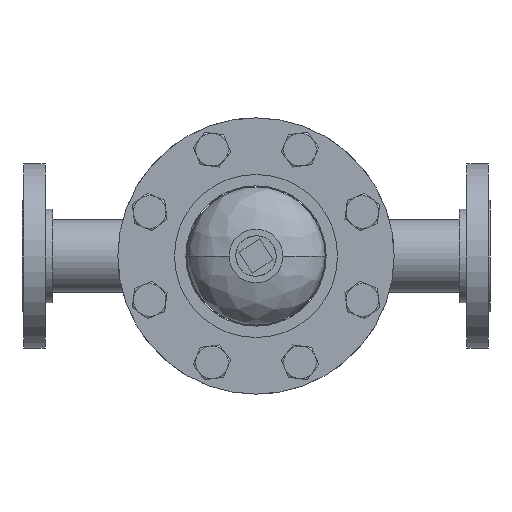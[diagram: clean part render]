
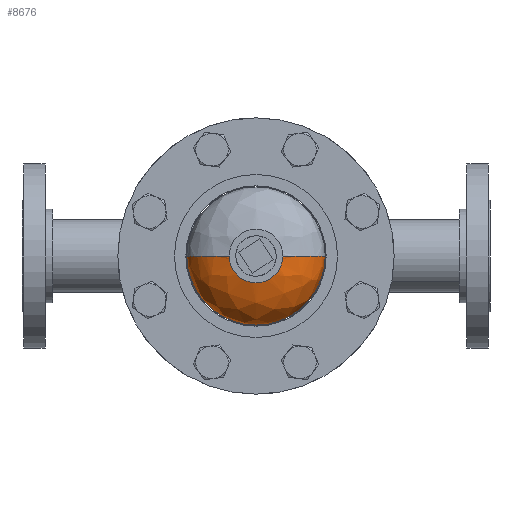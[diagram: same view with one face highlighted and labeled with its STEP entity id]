
A CAD part, front view. The second image highlights one B-rep face of the part: STEP entity #8676.
In plain terms, the highlighted free-form (B-spline) face has degree [3, 3] with [4, 4] control points.
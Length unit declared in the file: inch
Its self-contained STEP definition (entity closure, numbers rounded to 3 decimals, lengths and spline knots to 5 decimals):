
#166 = CARTESIAN_POINT ( 'NONE',  ( 0., 1.2565, 0. ) ) ;
#581 = AXIS2_PLACEMENT_3D ( 'NONE', #1532, #5537, #7546 ) ;
#992 = CARTESIAN_POINT ( 'NONE',  ( 2.25, 1.2565, 0. ) ) ;
#1078 = CIRCLE ( 'NONE', #581, 0.75 ) ;
#1118 = EDGE_CURVE ( 'NONE', #2294, #9752, #7096, .T. ) ;
#1169 = CARTESIAN_POINT ( 'NONE',  ( -2.25, 1.80184, 0. ) ) ;
#1350 = ORIENTED_EDGE ( 'NONE', *, *, #10032, .F. ) ;
#1532 = CARTESIAN_POINT ( 'NONE',  ( 0., 2.42888, 0. ) ) ;
#1691 =( BOUNDED_CURVE ( )  B_SPLINE_CURVE ( 3, ( #6799, #9180, #2960, #4651 ),
 .UNSPECIFIED., .F., .T. ) 
 B_SPLINE_CURVE_WITH_KNOTS ( ( 4, 4 ),
 ( 0., 1.23096 ),
 .UNSPECIFIED. ) 
 CURVE ( )  GEOMETRIC_REPRESENTATION_ITEM ( )  RATIONAL_B_SPLINE_CURVE ( ( 1., 0.878, 0.878, 1. ) ) 
 REPRESENTATION_ITEM ( '' )  );
#1890 = CARTESIAN_POINT ( 'NONE',  ( 1.68031, 2.2471, -3.36061 ) ) ;
#2294 = VERTEX_POINT ( 'NONE', #8113 ) ;
#2661 = CARTESIAN_POINT ( 'NONE',  ( 2.25, 1.80184, 0. ) ) ;
#2684 = AXIS2_PLACEMENT_3D ( 'NONE', #166, #9458, #7084 ) ;
#2709 = CARTESIAN_POINT ( 'NONE',  ( -2.25, 1.2565, -4.5 ) ) ;
#2960 = CARTESIAN_POINT ( 'NONE',  ( 1.68031, 2.2471, 0. ) ) ;
#3095 = DIRECTION ( 'NONE',  ( 0., 1., 0. ) ) ;
#3486 = CARTESIAN_POINT ( 'NONE',  ( -2.25, 1.2565, 0. ) ) ;
#3536 = CARTESIAN_POINT ( 'NONE',  ( -1.68031, 2.2471, 0. ) ) ;
#4053 =( BOUNDED_SURFACE ( )  B_SPLINE_SURFACE ( 3, 3, ( 
 ( #3486, #2709, #8182, #4305 ),
 ( #1169, #5739, #8896, #2661 ),
 ( #3536, #5178, #1890, #5032 ),
 ( #8274, #7420, #6656, #8836 ) ),
 .UNSPECIFIED., .F., .F., .F. ) 
 B_SPLINE_SURFACE_WITH_KNOTS ( ( 4, 4 ),
 ( 4, 4 ),
 ( 0., 1. ),
 ( 0., 1. ),
 .UNSPECIFIED. ) 
 GEOMETRIC_REPRESENTATION_ITEM ( )  RATIONAL_B_SPLINE_SURFACE ( (
 ( 1., 0.333, 0.333, 1.),
 ( 0.878, 0.293, 0.293, 0.878),
 ( 0.878, 0.293, 0.293, 0.878),
 ( 1., 0.333, 0.333, 1.) ) ) 
 REPRESENTATION_ITEM ( '' )  SURFACE ( )  );
#4124 = CARTESIAN_POINT ( 'NONE',  ( -1.68031, 2.2471, 0. ) ) ;
#4194 = FACE_OUTER_BOUND ( 'NONE', #5070, .T. ) ;
#4249 = CARTESIAN_POINT ( 'NONE',  ( 0.75, 2.42888, 0. ) ) ;
#4283 = VERTEX_POINT ( 'NONE', #5260 ) ;
#4305 = CARTESIAN_POINT ( 'NONE',  ( 2.25, 1.2565, 0. ) ) ;
#4651 = CARTESIAN_POINT ( 'NONE',  ( 0.75, 2.42888, 0. ) ) ;
#4684 = EDGE_CURVE ( 'NONE', #4283, #9435, #1078, .T. ) ;
#4703 = CARTESIAN_POINT ( 'NONE',  ( -2.25, 1.80184, 0. ) ) ;
#4855 = VERTEX_POINT ( 'NONE', #4249 ) ;
#4900 = CIRCLE ( 'NONE', #6200, 0.75 ) ;
#5032 = CARTESIAN_POINT ( 'NONE',  ( 1.68031, 2.2471, 0. ) ) ;
#5070 = EDGE_LOOP ( 'NONE', ( #5494, #5408, #10057, #1350, #9817 ) ) ;
#5178 = CARTESIAN_POINT ( 'NONE',  ( -1.68031, 2.2471, -3.36061 ) ) ;
#5260 = CARTESIAN_POINT ( 'NONE',  ( 0., 2.42888, -0.75 ) ) ;
#5408 = ORIENTED_EDGE ( 'NONE', *, *, #9711, .T. ) ;
#5494 = ORIENTED_EDGE ( 'NONE', *, *, #1118, .F. ) ;
#5537 = DIRECTION ( 'NONE',  ( 0., 1., 0. ) ) ;
#5669 = CARTESIAN_POINT ( 'NONE',  ( -0.75, 2.42888, 0. ) ) ;
#5739 = CARTESIAN_POINT ( 'NONE',  ( -2.25, 1.80184, -4.5 ) ) ;
#6200 = AXIS2_PLACEMENT_3D ( 'NONE', #9917, #3095, #7800 ) ;
#6656 = CARTESIAN_POINT ( 'NONE',  ( 0.75, 2.42888, -1.5 ) ) ;
#6799 = CARTESIAN_POINT ( 'NONE',  ( 2.25, 1.2565, 0. ) ) ;
#7084 = DIRECTION ( 'NONE',  ( 1., 0., 0. ) ) ;
#7096 = CIRCLE ( 'NONE', #2684, 2.25 ) ;
#7420 = CARTESIAN_POINT ( 'NONE',  ( -0.75, 2.42888, -1.5 ) ) ;
#7546 = DIRECTION ( 'NONE',  ( 1., 0., 0. ) ) ;
#7800 = DIRECTION ( 'NONE',  ( 1., 0., 0. ) ) ;
#8113 = CARTESIAN_POINT ( 'NONE',  ( -2.25, 1.2565, 0. ) ) ;
#8182 = CARTESIAN_POINT ( 'NONE',  ( 2.25, 1.2565, -4.5 ) ) ;
#8274 = CARTESIAN_POINT ( 'NONE',  ( -0.75, 2.42888, 0. ) ) ;
#8524 = CARTESIAN_POINT ( 'NONE',  ( -2.25, 1.2565, 0. ) ) ;
#8676 = ADVANCED_FACE ( 'NONE', ( #4194 ), #4053, .T. ) ;
#8744 = EDGE_CURVE ( 'NONE', #9752, #4855, #1691, .T. ) ;
#8836 = CARTESIAN_POINT ( 'NONE',  ( 0.75, 2.42888, 0. ) ) ;
#8896 = CARTESIAN_POINT ( 'NONE',  ( 2.25, 1.80184, -4.5 ) ) ;
#9180 = CARTESIAN_POINT ( 'NONE',  ( 2.25, 1.80184, 0. ) ) ;
#9393 = CARTESIAN_POINT ( 'NONE',  ( -0.75, 2.42888, 0. ) ) ;
#9435 = VERTEX_POINT ( 'NONE', #9393 ) ;
#9458 = DIRECTION ( 'NONE',  ( 0., -1., 0. ) ) ;
#9577 =( BOUNDED_CURVE ( )  B_SPLINE_CURVE ( 3, ( #8524, #4703, #4124, #5669 ),
 .UNSPECIFIED., .F., .T. ) 
 B_SPLINE_CURVE_WITH_KNOTS ( ( 4, 4 ),
 ( 0., 1.23096 ),
 .UNSPECIFIED. ) 
 CURVE ( )  GEOMETRIC_REPRESENTATION_ITEM ( )  RATIONAL_B_SPLINE_CURVE ( ( 1., 0.878, 0.878, 1. ) ) 
 REPRESENTATION_ITEM ( '' )  );
#9711 = EDGE_CURVE ( 'NONE', #2294, #9435, #9577, .T. ) ;
#9752 = VERTEX_POINT ( 'NONE', #992 ) ;
#9817 = ORIENTED_EDGE ( 'NONE', *, *, #8744, .F. ) ;
#9917 = CARTESIAN_POINT ( 'NONE',  ( 0., 2.42888, 0. ) ) ;
#10032 = EDGE_CURVE ( 'NONE', #4855, #4283, #4900, .T. ) ;
#10057 = ORIENTED_EDGE ( 'NONE', *, *, #4684, .F. ) ;
